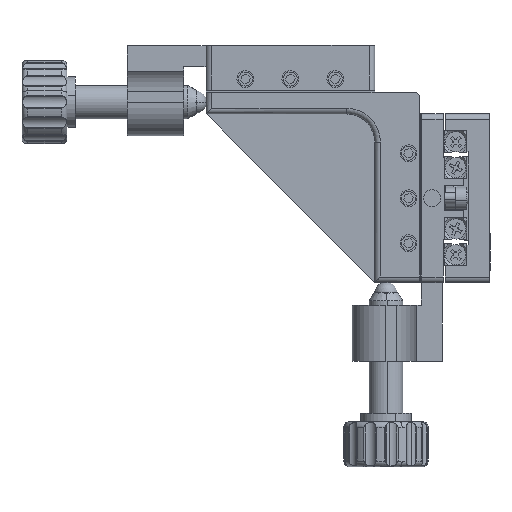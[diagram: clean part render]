
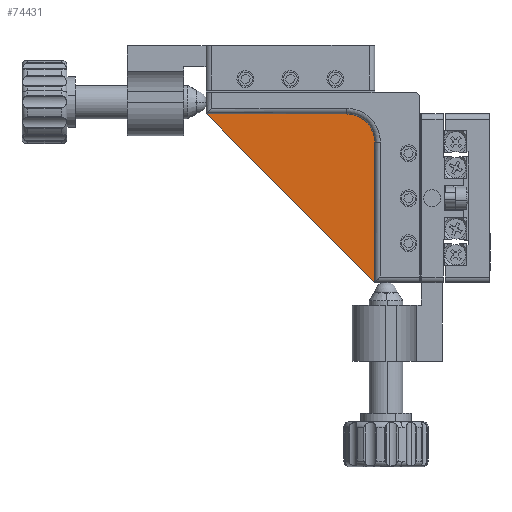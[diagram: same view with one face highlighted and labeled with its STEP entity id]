
A CAD part, left-side view. The second image highlights one B-rep face of the part: STEP entity #74431.
In plain terms, the highlighted planar face has unit normal (-1, 0, 0).
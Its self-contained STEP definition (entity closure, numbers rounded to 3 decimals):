
#7538 = EDGE_CURVE ( 'NONE', #47826, #49140, #21719, .T. ) ;
#9108 = CARTESIAN_POINT ( 'NONE',  ( -3., 50.5, 15. ) ) ;
#9772 = FACE_OUTER_BOUND ( 'NONE', #42887, .T. ) ;
#16770 = DIRECTION ( 'NONE',  ( 0., -0.707, -0.707 ) ) ;
#19192 = DIRECTION ( 'NONE',  ( 0., 0., 1. ) ) ;
#21719 = LINE ( 'NONE', #55784, #24640 ) ;
#24640 = VECTOR ( 'NONE', #19192, 1000. ) ;
#29009 = DIRECTION ( 'NONE',  ( 0., 0., 1. ) ) ;
#30104 = CARTESIAN_POINT ( 'NONE',  ( -3., 20.5, -15. ) ) ;
#31300 = DIRECTION ( 'NONE',  ( 0., 0., 1. ) ) ;
#32542 = DIRECTION ( 'NONE',  ( 0., 1., 0. ) ) ;
#33436 = EDGE_CURVE ( 'NONE', #55380, #59022, #34531, .T. ) ;
#34499 = AXIS2_PLACEMENT_3D ( 'NONE', #37680, #36601, #31300 ) ;
#34531 = LINE ( 'NONE', #74842, #43146 ) ;
#36601 = DIRECTION ( 'NONE',  ( -1., 0., 0. ) ) ;
#37680 = CARTESIAN_POINT ( 'NONE',  ( -3., 25.5, 10. ) ) ;
#40525 = CARTESIAN_POINT ( 'NONE',  ( -3., 50.5, 15. ) ) ;
#41024 = DIRECTION ( 'NONE',  ( -1., 0., 0. ) ) ;
#42887 = EDGE_LOOP ( 'NONE', ( #74421, #58467, #46109, #49533 ) ) ;
#43146 = VECTOR ( 'NONE', #32542, 1000. ) ;
#46109 = ORIENTED_EDGE ( 'NONE', *, *, #48212, .T. ) ;
#46903 = CARTESIAN_POINT ( 'NONE',  ( -3., 25.5, 10. ) ) ;
#47826 = VERTEX_POINT ( 'NONE', #30104 ) ;
#48212 = EDGE_CURVE ( 'NONE', #49140, #55380, #48468, .T. ) ;
#48468 = CIRCLE ( 'NONE', #59840, 5. ) ;
#49140 = VERTEX_POINT ( 'NONE', #60236 ) ;
#49533 = ORIENTED_EDGE ( 'NONE', *, *, #33436, .T. ) ;
#55094 = PLANE ( 'NONE',  #34499 ) ;
#55380 = VERTEX_POINT ( 'NONE', #67877 ) ;
#55784 = CARTESIAN_POINT ( 'NONE',  ( -3., 20.5, -15. ) ) ;
#58467 = ORIENTED_EDGE ( 'NONE', *, *, #7538, .T. ) ;
#59022 = VERTEX_POINT ( 'NONE', #9108 ) ;
#59436 = VECTOR ( 'NONE', #16770, 1000. ) ;
#59840 = AXIS2_PLACEMENT_3D ( 'NONE', #46903, #41024, #29009 ) ;
#60236 = CARTESIAN_POINT ( 'NONE',  ( -3., 20.5, 10. ) ) ;
#62312 = LINE ( 'NONE', #40525, #59436 ) ;
#67877 = CARTESIAN_POINT ( 'NONE',  ( -3., 25.5, 15. ) ) ;
#74421 = ORIENTED_EDGE ( 'NONE', *, *, #74934, .T. ) ;
#74431 = ADVANCED_FACE ( 'NONE', ( #9772 ), #55094, .T. ) ;
#74842 = CARTESIAN_POINT ( 'NONE',  ( -3., 25.5, 15. ) ) ;
#74934 = EDGE_CURVE ( 'NONE', #59022, #47826, #62312, .T. ) ;
